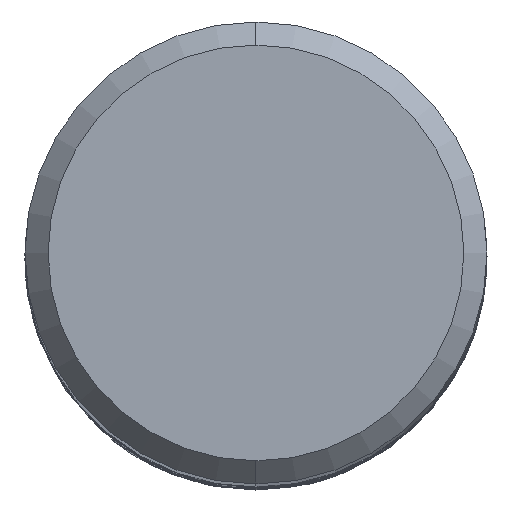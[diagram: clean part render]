
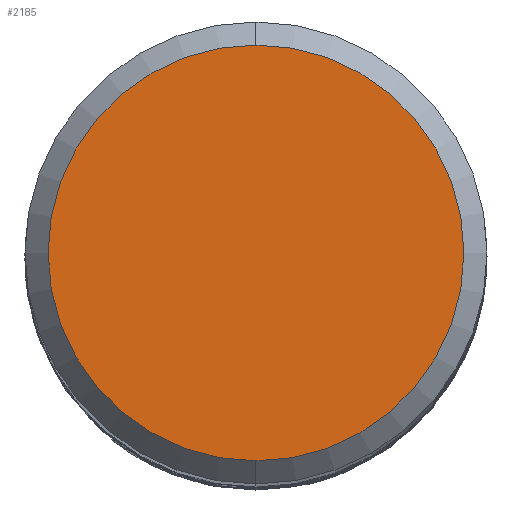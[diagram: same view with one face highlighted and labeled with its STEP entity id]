
A CAD part, top view. The second image highlights one B-rep face of the part: STEP entity #2185.
In plain terms, the highlighted planar face has unit normal (0, 0, 1).
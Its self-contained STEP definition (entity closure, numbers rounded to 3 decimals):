
#2135=EDGE_CURVE('',#2991,#2449,#4673,.T.);
#2185=ADVANCED_FACE('',(#4726),#4727,.T.);
#2449=VERTEX_POINT('',#5018);
#2991=VERTEX_POINT('',#5613);
#3029=EDGE_CURVE('',#2449,#2991,#5655,.T.);
#4673=CIRCLE('',#20168,7.2);
#4726=FACE_OUTER_BOUND('',#20464,.T.);
#4727=PLANE('',#20465);
#5018=CARTESIAN_POINT('',(0.,-7.2,0.0));
#5613=CARTESIAN_POINT('',(0.0,7.2,0.0));
#5655=CIRCLE('',#32407,7.2);
#20168=AXIS2_PLACEMENT_3D('',#40691,#40692,#40693);
#20464=EDGE_LOOP('',(#40750,#40751));
#20465=AXIS2_PLACEMENT_3D('',#40752,#40753,#40754);
#32407=AXIS2_PLACEMENT_3D('',#41824,#41825,#41826);
#40691=CARTESIAN_POINT('',(0.0,0.0,0.0));
#40692=DIRECTION('',(0.0,0.0,-1.0));
#40693=DIRECTION('',(0.0,1.0,0.0));
#40750=ORIENTED_EDGE('',*,*,#2135,.F.);
#40751=ORIENTED_EDGE('',*,*,#3029,.F.);
#40752=CARTESIAN_POINT('',(0.0,3.6,0.0));
#40753=DIRECTION('',(-0.0,0.0,1.0));
#40754=DIRECTION('',(0.0,-1.0,0.0));
#41824=CARTESIAN_POINT('',(0.0,0.0,0.0));
#41825=DIRECTION('',(0.0,0.0,-1.0));
#41826=DIRECTION('',(0.0,1.0,0.0));
